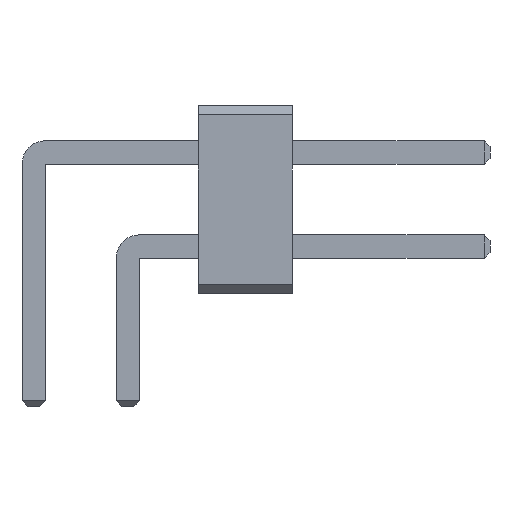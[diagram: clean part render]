
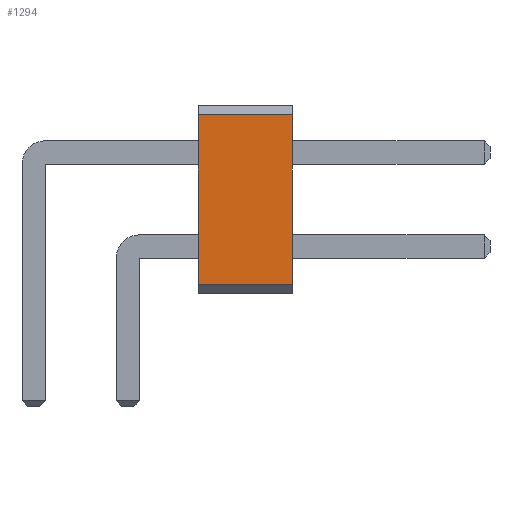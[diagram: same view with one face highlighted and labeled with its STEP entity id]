
A CAD part, front view. The second image highlights one B-rep face of the part: STEP entity #1294.
In plain terms, the highlighted planar face has unit normal (0, -1, 0).
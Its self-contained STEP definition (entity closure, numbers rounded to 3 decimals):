
#13=DIRECTION('',(0.,0.,1.));
#27=VECTOR('',#28,1.);
#28=DIRECTION('',(1.,0.,0.));
#57=DIRECTION('',(0.,-1.,0.));
#1281=VERTEX_POINT('',#1282);
#1282=CARTESIAN_POINT('',(5.5,-43.,0.2));
#1285=EDGE_CURVE('',#1286,#1281,#1288,.T.);
#1286=VERTEX_POINT('',#1287);
#1287=CARTESIAN_POINT('',(3.5,-43.,0.2));
#1288=LINE('',#1287,#27);
#1294=ADVANCED_FACE('',(#1295),#1312,.T.);
#1295=FACE_BOUND('',#1296,.T.);
#1296=EDGE_LOOP('',(#1297,#1298,#1304,#1309));
#1297=ORIENTED_EDGE('',*,*,#1285,.T.);
#1298=ORIENTED_EDGE('',*,*,#1299,.T.);
#1299=EDGE_CURVE('',#1281,#1300,#1302,.T.);
#1300=VERTEX_POINT('',#1301);
#1301=CARTESIAN_POINT('',(5.5,-43.,3.8));
#1302=LINE('',#1282,#1303);
#1303=VECTOR('',#13,1.);
#1304=ORIENTED_EDGE('',*,*,#1305,.F.);
#1305=EDGE_CURVE('',#1306,#1300,#1308,.T.);
#1306=VERTEX_POINT('',#1307);
#1307=CARTESIAN_POINT('',(3.5,-43.,3.8));
#1308=LINE('',#1307,#27);
#1309=ORIENTED_EDGE('',*,*,#1310,.F.);
#1310=EDGE_CURVE('',#1286,#1306,#1311,.T.);
#1311=LINE('',#1287,#1303);
#1312=PLANE('',#1313);
#1313=AXIS2_PLACEMENT_3D('',#1287,#57,#13);
